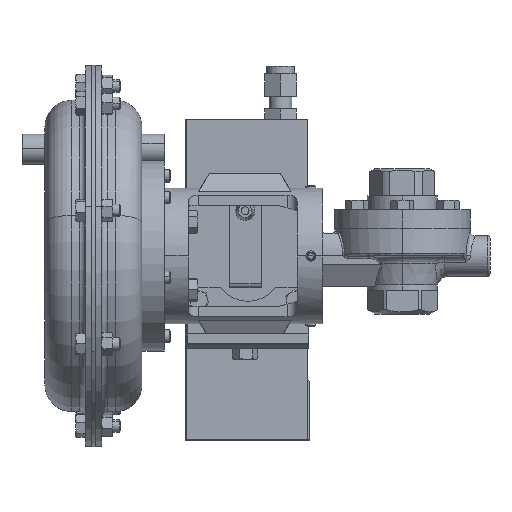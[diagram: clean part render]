
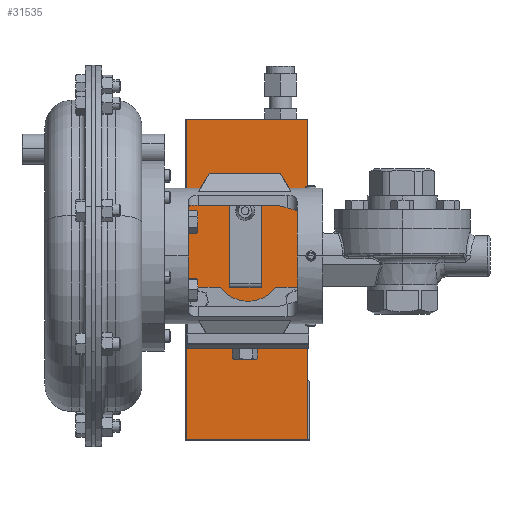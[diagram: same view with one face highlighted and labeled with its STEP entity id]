
A CAD part, left-side view. The second image highlights one B-rep face of the part: STEP entity #31535.
In plain terms, the highlighted planar face has unit normal (-1, 0, 0).
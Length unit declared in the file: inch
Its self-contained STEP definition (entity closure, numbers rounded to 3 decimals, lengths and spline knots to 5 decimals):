
#211 = DIRECTION ( 'NONE',  ( 0., -1., 0. ) ) ;
#301 = EDGE_CURVE ( 'NONE', #9529, #26136, #31066, .T. ) ;
#794 = VERTEX_POINT ( 'NONE', #11240 ) ;
#1212 = LINE ( 'NONE', #23168, #21015 ) ;
#1568 = EDGE_CURVE ( 'NONE', #18936, #13680, #1212, .T. ) ;
#2089 = VECTOR ( 'NONE', #5885, 39.37008 ) ;
#3306 = ORIENTED_EDGE ( 'NONE', *, *, #11539, .F. ) ;
#3839 = ORIENTED_EDGE ( 'NONE', *, *, #301, .F. ) ;
#5885 = DIRECTION ( 'NONE',  ( 0., 0., -1. ) ) ;
#6625 = CARTESIAN_POINT ( 'NONE',  ( 3.04884, 2.35656, -3.09598 ) ) ;
#6884 = LINE ( 'NONE', #17443, #30906 ) ;
#6947 = EDGE_CURVE ( 'NONE', #30387, #12517, #6884, .T. ) ;
#7209 = ORIENTED_EDGE ( 'NONE', *, *, #6947, .T. ) ;
#7528 = CARTESIAN_POINT ( 'NONE',  ( 3.04884, 3.89994, -0.2574 ) ) ;
#7738 = CARTESIAN_POINT ( 'NONE',  ( 3.04884, 2.35656, -4.56473 ) ) ;
#8854 = EDGE_CURVE ( 'NONE', #794, #13680, #15303, .T. ) ;
#9529 = VERTEX_POINT ( 'NONE', #21081 ) ;
#9743 = DIRECTION ( 'NONE',  ( 0., -1., 0. ) ) ;
#9906 = ORIENTED_EDGE ( 'NONE', *, *, #8854, .F. ) ;
#10038 = DIRECTION ( 'NONE',  ( 0., -1., 0. ) ) ;
#10082 = PLANE ( 'NONE',  #26905 ) ;
#11240 = CARTESIAN_POINT ( 'NONE',  ( 3.04884, 2.35656, 3.40402 ) ) ;
#11245 = CIRCLE ( 'NONE', #12884, 0.19685 ) ;
#11539 = EDGE_CURVE ( 'NONE', #26136, #9529, #11245, .T. ) ;
#11644 = CARTESIAN_POINT ( 'NONE',  ( 3.04884, 5.36775, 3.40402 ) ) ;
#12517 = VERTEX_POINT ( 'NONE', #21360 ) ;
#12533 = CARTESIAN_POINT ( 'NONE',  ( 3.04884, 5.399, -4.59598 ) ) ;
#12884 = AXIS2_PLACEMENT_3D ( 'NONE', #7528, #24892, #10038 ) ;
#13529 = EDGE_LOOP ( 'NONE', ( #24800, #18584, #9906, #21157, #7209 ) ) ;
#13680 = VERTEX_POINT ( 'NONE', #6625 ) ;
#13948 = AXIS2_PLACEMENT_3D ( 'NONE', #23161, #23204, #23235 ) ;
#15053 = DIRECTION ( 'NONE',  ( -1., 0., 0. ) ) ;
#15069 = DIRECTION ( 'NONE',  ( 0., -1., 0. ) ) ;
#15303 = LINE ( 'NONE', #28096, #2089 ) ;
#15499 = EDGE_CURVE ( 'NONE', #12517, #18936, #26641, .T. ) ;
#16763 = FACE_OUTER_BOUND ( 'NONE', #13529, .T. ) ;
#17443 = CARTESIAN_POINT ( 'NONE',  ( 3.04884, 5.36775, -4.59598 ) ) ;
#18047 = LINE ( 'NONE', #29546, #23844 ) ;
#18584 = ORIENTED_EDGE ( 'NONE', *, *, #1568, .T. ) ;
#18936 = VERTEX_POINT ( 'NONE', #7738 ) ;
#19450 = DIRECTION ( 'NONE',  ( 0., 0., 1. ) ) ;
#21015 = VECTOR ( 'NONE', #19450, 39.37008 ) ;
#21081 = CARTESIAN_POINT ( 'NONE',  ( 3.04884, 4.09679, -0.2574 ) ) ;
#21157 = ORIENTED_EDGE ( 'NONE', *, *, #29989, .F. ) ;
#21360 = CARTESIAN_POINT ( 'NONE',  ( 3.04884, 5.36775, -4.56473 ) ) ;
#22114 = DIRECTION ( 'NONE',  ( 0., 0., -1. ) ) ;
#22590 = FACE_BOUND ( 'NONE', #24586, .T. ) ;
#23161 = CARTESIAN_POINT ( 'NONE',  ( 3.04884, 3.89994, -0.2574 ) ) ;
#23168 = CARTESIAN_POINT ( 'NONE',  ( 3.04884, 2.35656, -3.09598 ) ) ;
#23204 = DIRECTION ( 'NONE',  ( -1., 0., 0. ) ) ;
#23235 = DIRECTION ( 'NONE',  ( 0., -1., 0. ) ) ;
#23844 = VECTOR ( 'NONE', #9743, 39.37008 ) ;
#24586 = EDGE_LOOP ( 'NONE', ( #3839, #3306 ) ) ;
#24800 = ORIENTED_EDGE ( 'NONE', *, *, #15499, .T. ) ;
#24892 = DIRECTION ( 'NONE',  ( -1., 0., 0. ) ) ;
#26136 = VERTEX_POINT ( 'NONE', #31384 ) ;
#26641 = LINE ( 'NONE', #27529, #31630 ) ;
#26905 = AXIS2_PLACEMENT_3D ( 'NONE', #12533, #15053, #211 ) ;
#27529 = CARTESIAN_POINT ( 'NONE',  ( 3.04884, 1.069, -4.56473 ) ) ;
#28096 = CARTESIAN_POINT ( 'NONE',  ( 3.04884, 2.35656, -2.84598 ) ) ;
#29546 = CARTESIAN_POINT ( 'NONE',  ( 3.04884, 5.36775, 3.40402 ) ) ;
#29989 = EDGE_CURVE ( 'NONE', #30387, #794, #18047, .T. ) ;
#30387 = VERTEX_POINT ( 'NONE', #11644 ) ;
#30906 = VECTOR ( 'NONE', #22114, 39.37008 ) ;
#31066 = CIRCLE ( 'NONE', #13948, 0.19685 ) ;
#31384 = CARTESIAN_POINT ( 'NONE',  ( 3.04884, 3.70309, -0.2574 ) ) ;
#31535 = ADVANCED_FACE ( 'NONE', ( #16763, #22590 ), #10082, .T. ) ;
#31630 = VECTOR ( 'NONE', #15069, 39.37008 ) ;
